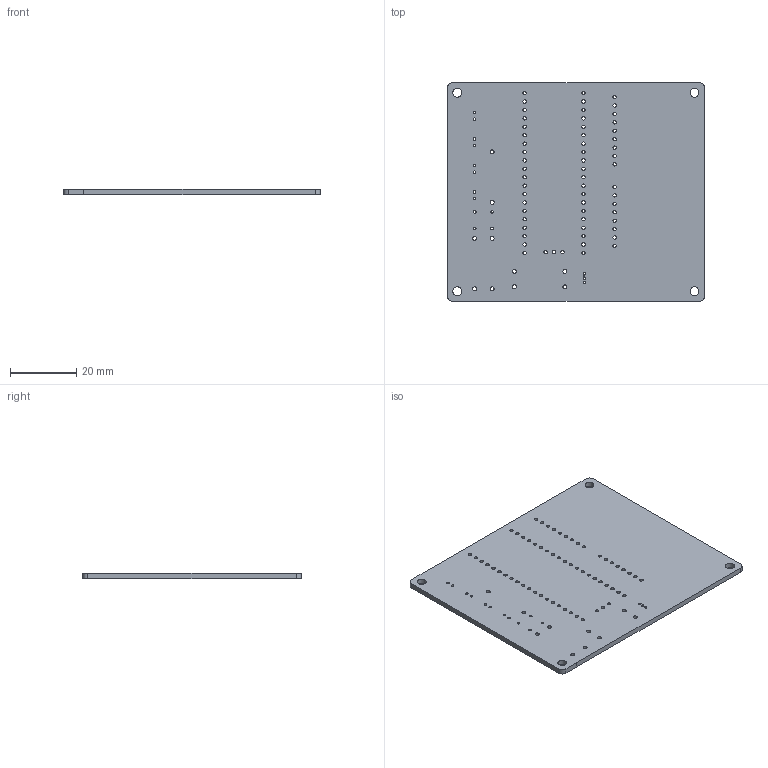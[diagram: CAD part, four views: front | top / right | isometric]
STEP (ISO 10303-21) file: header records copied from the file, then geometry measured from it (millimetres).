
FILE_DESCRIPTION(('KiCad electronic assembly'),'2;1');
FILE_NAME('mwap_circuit_2.step','2023-04-05T08:40:40',('Pcbnew'),( 'Kicad'),'Open CASCADE STEP processor 7.6','KiCad to STEP converter' ,'Unknown');
FILE_SCHEMA(('AUTOMOTIVE_DESIGN { 1 0 10303 214 1 1 1 1 }'));
Length unit declared in the file: millimetre
Products named in the file (2): mwap_circuit_2 1; mwap_circuit PCB
Assembly tree (1 placements, depth 2):
  mwap_circuit_2 1
    mwap_circuit PCB
Bounding box: 77.56 x 66 x 1.6 mm (x, y, z)
Volume: 8044.4 mm3; surface area: 10988.8 mm2
Topology: 1 solids, 1 shells, 101 faces, 297 edges, 198 vertices
Faces by surface type: cylinder 93, plane 8
Full cylindrical faces by diameter (mm): 0.75 x11, 0.8 x4, 1 x17, 1.02 x43, 1.2 x10, 2.7 x4
Entity records: 8299 total; most frequent: CARTESIAN_POINT 2308, DIRECTION 1097, ORIENTED_EDGE 594, PCURVE 594, DEFINITIONAL_REPRESENTATION 594, LINE 519, VECTOR 519, EDGE_CURVE 297
